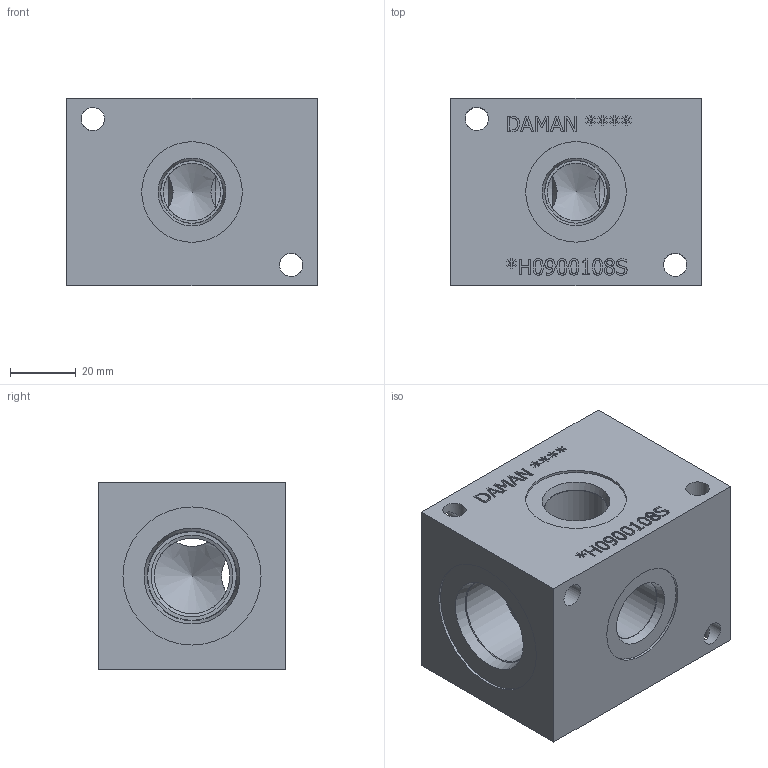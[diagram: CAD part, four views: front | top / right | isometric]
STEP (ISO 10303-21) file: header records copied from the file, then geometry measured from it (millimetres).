
FILE_DESCRIPTION(/* description */ (''),/* implementation_level */ '2;1');
FILE_NAME(/* name */ '_H0900108S.stp',/* time_stamp */ '2020-04-24T08:49:20-04:00',/* author */ ('alexanderw'),/* organization */ (''),/* preprocessor_version */ 'ST-DEVELOPER v17',/* originating_system */ 'Autodesk Inventor 2019',/* authorisation */ '');
FILE_SCHEMA (('AUTOMOTIVE_DESIGN { 1 0 10303 214 3 1 1 }'));
Length unit declared in the file: millimetre
Products named in the file (1): Part_AH0900108S_3D
Bounding box: 76.2 x 57.15 x 57.15 mm (x, y, z)
Volume: 192590.9 mm3; surface area: 35766.2 mm2
Topology: 1 solids, 1 shells, 365 faces, 1016 edges, 678 vertices
Faces by surface type: plane 214, bspline 111, cylinder 26, cone 14
Full cylindrical faces by diameter (mm): 7.137 x8, 17.501 x2, 19.05 x2, 19.253 x2, 23.012 x2, 24.917 x2, 26.99 x1, 27 x1, 27.432 x2, 30.632 x2, 42.037 x2
Entity records: 12639 total; most frequent: CARTESIAN_POINT 3617, ORIENTED_EDGE 2024, DIRECTION 1370, EDGE_CURVE 1012, VERTEX_POINT 678, LINE 676, VECTOR 676, EDGE_LOOP 414
